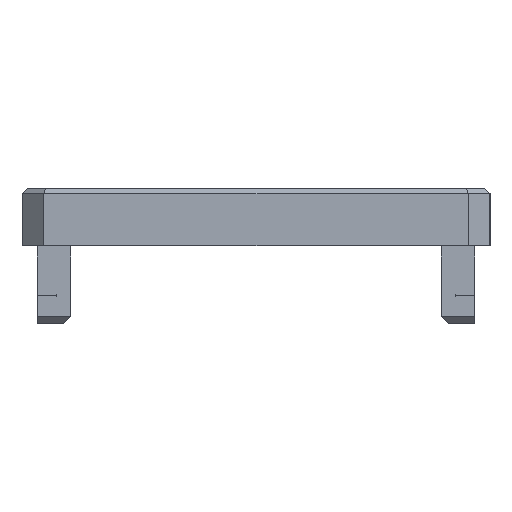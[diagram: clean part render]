
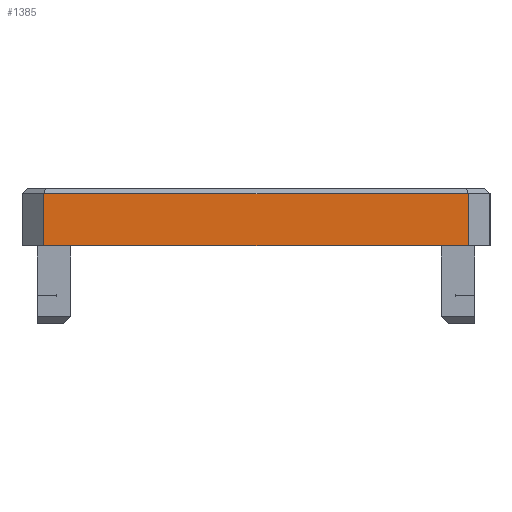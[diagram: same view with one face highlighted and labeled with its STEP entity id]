
A CAD part, left-side view. The second image highlights one B-rep face of the part: STEP entity #1385.
In plain terms, the highlighted planar face has unit normal (-1, 0, 0).
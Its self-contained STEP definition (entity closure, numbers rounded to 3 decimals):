
#124 = PLANE ( 'NONE',  #7538 ) ;
#171 = EDGE_CURVE ( 'NONE', #4949, #11211, #7816, .T. ) ;
#697 = CARTESIAN_POINT ( 'NONE',  ( -123.961, 47.65, 7.25 ) ) ;
#1385 = ADVANCED_FACE ( 'NONE', ( #10056 ), #124, .F. ) ;
#1561 = DIRECTION ( 'NONE',  ( 0., -1., 0. ) ) ;
#1993 = CARTESIAN_POINT ( 'NONE',  ( -123.961, 50.65, 3. ) ) ;
#2352 = LINE ( 'NONE', #697, #4693 ) ;
#2763 = CARTESIAN_POINT ( 'NONE',  ( -123.961, 47.65, 0. ) ) ;
#2922 = EDGE_LOOP ( 'NONE', ( #3642, #10162, #8029, #9412 ) ) ;
#3140 = LINE ( 'NONE', #11441, #10795 ) ;
#3642 = ORIENTED_EDGE ( 'NONE', *, *, #6047, .T. ) ;
#3882 = DIRECTION ( 'NONE',  ( 0., 0., 1. ) ) ;
#4693 = VECTOR ( 'NONE', #9717, 1000. ) ;
#4949 = VERTEX_POINT ( 'NONE', #11128 ) ;
#5114 = EDGE_CURVE ( 'NONE', #10315, #4949, #2352, .T. ) ;
#5321 = VECTOR ( 'NONE', #3882, 1000. ) ;
#5558 = DIRECTION ( 'NONE',  ( 0., 1., 0. ) ) ;
#5894 = EDGE_CURVE ( 'NONE', #11211, #7859, #3140, .T. ) ;
#6047 = EDGE_CURVE ( 'NONE', #7859, #10315, #8389, .T. ) ;
#7538 = AXIS2_PLACEMENT_3D ( 'NONE', #1993, #9061, #5558 ) ;
#7613 = CARTESIAN_POINT ( 'NONE',  ( -123.961, -11.35, 0. ) ) ;
#7816 = LINE ( 'NONE', #8733, #10955 ) ;
#7859 = VERTEX_POINT ( 'NONE', #7613 ) ;
#8029 = ORIENTED_EDGE ( 'NONE', *, *, #171, .T. ) ;
#8389 = LINE ( 'NONE', #10197, #5321 ) ;
#8733 = CARTESIAN_POINT ( 'NONE',  ( -123.961, 47.65, 3. ) ) ;
#9061 = DIRECTION ( 'NONE',  ( 1., 0., 0. ) ) ;
#9412 = ORIENTED_EDGE ( 'NONE', *, *, #5894, .T. ) ;
#9717 = DIRECTION ( 'NONE',  ( 0., 1., 0. ) ) ;
#10056 = FACE_OUTER_BOUND ( 'NONE', #2922, .T. ) ;
#10162 = ORIENTED_EDGE ( 'NONE', *, *, #5114, .T. ) ;
#10197 = CARTESIAN_POINT ( 'NONE',  ( -123.961, -11.35, 3. ) ) ;
#10315 = VERTEX_POINT ( 'NONE', #10913 ) ;
#10795 = VECTOR ( 'NONE', #1561, 1000. ) ;
#10913 = CARTESIAN_POINT ( 'NONE',  ( -123.961, -11.35, 7.25 ) ) ;
#10955 = VECTOR ( 'NONE', #11479, 1000. ) ;
#11128 = CARTESIAN_POINT ( 'NONE',  ( -123.961, 47.65, 7.25 ) ) ;
#11211 = VERTEX_POINT ( 'NONE', #2763 ) ;
#11441 = CARTESIAN_POINT ( 'NONE',  ( -123.961, 50.65, 0. ) ) ;
#11479 = DIRECTION ( 'NONE',  ( 0., 0., -1. ) ) ;
